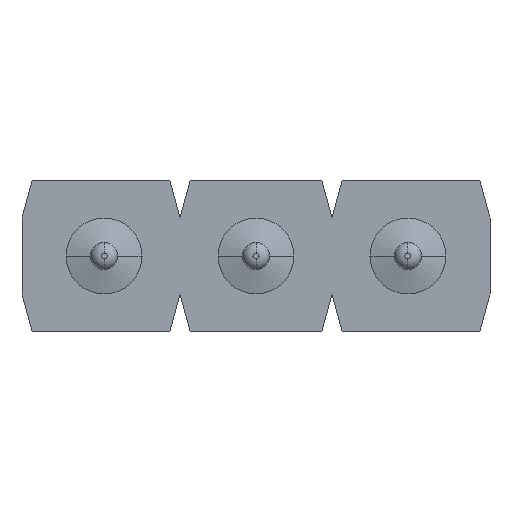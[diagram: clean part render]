
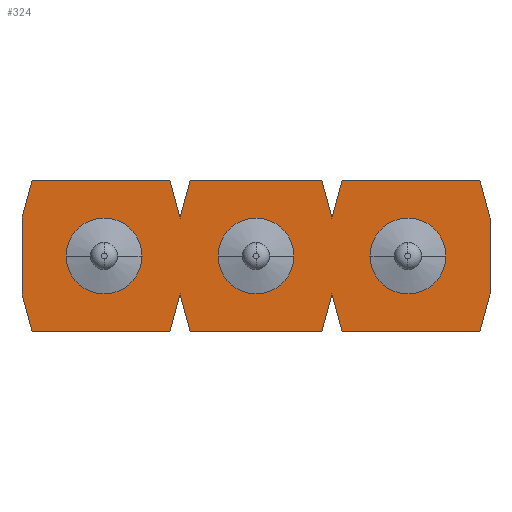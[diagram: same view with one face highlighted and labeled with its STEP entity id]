
A CAD part, front view. The second image highlights one B-rep face of the part: STEP entity #324.
In plain terms, the highlighted planar face has unit normal (0, -1, 0).
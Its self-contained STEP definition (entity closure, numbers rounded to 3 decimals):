
#324=ADVANCED_FACE('',(#665,#666,#667,#668),#669,.F.);
#665=FACE_BOUND('',#1008,.T.);
#666=FACE_BOUND('',#1009,.T.);
#667=FACE_BOUND('',#1010,.T.);
#668=FACE_OUTER_BOUND('',#1011,.T.);
#669=PLANE('',#1012);
#1008=EDGE_LOOP('',(#1861,#1862));
#1009=EDGE_LOOP('',(#1863,#1864));
#1010=EDGE_LOOP('',(#1865,#1866));
#1011=EDGE_LOOP('',(#1867,#1868,#1869,#1870,#1871,#1872,#1873,#1874,#1875,#1876,#1877,#1878,#1879,#1880,#1881,#1882,#1883,#1884,#1885,#1886));
#1012=AXIS2_PLACEMENT_3D('',#1887,#1888,#1889);
#1861=ORIENTED_EDGE('',*,*,#2207,.T.);
#1862=ORIENTED_EDGE('',*,*,#1983,.T.);
#1863=ORIENTED_EDGE('',*,*,#2213,.T.);
#1864=ORIENTED_EDGE('',*,*,#1973,.T.);
#1865=ORIENTED_EDGE('',*,*,#2219,.T.);
#1866=ORIENTED_EDGE('',*,*,#1963,.T.);
#1867=ORIENTED_EDGE('',*,*,#2227,.T.);
#1868=ORIENTED_EDGE('',*,*,#2286,.F.);
#1869=ORIENTED_EDGE('',*,*,#2232,.T.);
#1870=ORIENTED_EDGE('',*,*,#2284,.F.);
#1871=ORIENTED_EDGE('',*,*,#2269,.T.);
#1872=ORIENTED_EDGE('',*,*,#2273,.T.);
#1873=ORIENTED_EDGE('',*,*,#2282,.F.);
#1874=ORIENTED_EDGE('',*,*,#2287,.T.);
#1875=ORIENTED_EDGE('',*,*,#2288,.T.);
#1876=ORIENTED_EDGE('',*,*,#2265,.F.);
#1877=ORIENTED_EDGE('',*,*,#2258,.T.);
#1878=ORIENTED_EDGE('',*,*,#2289,.T.);
#1879=ORIENTED_EDGE('',*,*,#2262,.T.);
#1880=ORIENTED_EDGE('',*,*,#2290,.F.);
#1881=ORIENTED_EDGE('',*,*,#2291,.T.);
#1882=ORIENTED_EDGE('',*,*,#2292,.T.);
#1883=ORIENTED_EDGE('',*,*,#2293,.F.);
#1884=ORIENTED_EDGE('',*,*,#2276,.T.);
#1885=ORIENTED_EDGE('',*,*,#2279,.T.);
#1886=ORIENTED_EDGE('',*,*,#2235,.F.);
#1887=CARTESIAN_POINT('',(0.0,0.0,0.0));
#1888=DIRECTION('',(0.0,1.0,0.0));
#1889=DIRECTION('',(0.0,0.0,1.0));
#1963=EDGE_CURVE('',#2317,#2321,#2323,.T.);
#1973=EDGE_CURVE('',#2335,#2339,#2341,.T.);
#1983=EDGE_CURVE('',#2353,#2357,#2359,.T.);
#2207=EDGE_CURVE('',#2357,#2353,#2679,.T.);
#2213=EDGE_CURVE('',#2339,#2335,#2685,.T.);
#2219=EDGE_CURVE('',#2321,#2317,#2691,.T.);
#2227=EDGE_CURVE('',#2702,#2700,#2703,.T.);
#2232=EDGE_CURVE('',#2711,#2709,#2712,.T.);
#2235=EDGE_CURVE('',#2702,#2715,#2716,.T.);
#2258=EDGE_CURVE('',#2756,#2754,#2757,.T.);
#2262=EDGE_CURVE('',#2762,#2760,#2763,.T.);
#2265=EDGE_CURVE('',#2756,#2766,#2767,.T.);
#2269=EDGE_CURVE('',#2772,#2770,#2773,.T.);
#2273=EDGE_CURVE('',#2770,#2776,#2778,.T.);
#2276=EDGE_CURVE('',#2782,#2780,#2783,.T.);
#2279=EDGE_CURVE('',#2780,#2715,#2786,.T.);
#2282=EDGE_CURVE('',#2788,#2776,#2790,.T.);
#2284=EDGE_CURVE('',#2772,#2709,#2792,.T.);
#2286=EDGE_CURVE('',#2711,#2700,#2794,.T.);
#2287=EDGE_CURVE('',#2788,#2795,#2796,.T.);
#2288=EDGE_CURVE('',#2795,#2766,#2797,.T.);
#2289=EDGE_CURVE('',#2754,#2762,#2798,.T.);
#2290=EDGE_CURVE('',#2799,#2760,#2800,.T.);
#2291=EDGE_CURVE('',#2799,#2801,#2802,.T.);
#2292=EDGE_CURVE('',#2801,#2803,#2804,.T.);
#2293=EDGE_CURVE('',#2782,#2803,#2805,.T.);
#2317=VERTEX_POINT('',#2831);
#2321=VERTEX_POINT('',#2836);
#2323=CIRCLE('',#2839,0.635);
#2335=VERTEX_POINT('',#2853);
#2339=VERTEX_POINT('',#2858);
#2341=CIRCLE('',#2861,0.635);
#2353=VERTEX_POINT('',#2875);
#2357=VERTEX_POINT('',#2880);
#2359=CIRCLE('',#2883,0.635);
#2679=CIRCLE('',#3245,0.635);
#2685=CIRCLE('',#3251,0.635);
#2691=CIRCLE('',#3257,0.635);
#2700=VERTEX_POINT('',#3267);
#2702=VERTEX_POINT('',#3270);
#2703=LINE('',#3271,#3272);
#2709=VERTEX_POINT('',#3280);
#2711=VERTEX_POINT('',#3283);
#2712=LINE('',#3284,#3285);
#2715=VERTEX_POINT('',#3289);
#2716=LINE('',#3290,#3291);
#2754=VERTEX_POINT('',#3348);
#2756=VERTEX_POINT('',#3351);
#2757=LINE('',#3352,#3353);
#2760=VERTEX_POINT('',#3357);
#2762=VERTEX_POINT('',#3360);
#2763=LINE('',#3361,#3362);
#2766=VERTEX_POINT('',#3366);
#2767=LINE('',#3367,#3368);
#2770=VERTEX_POINT('',#3372);
#2772=VERTEX_POINT('',#3375);
#2773=LINE('',#3376,#3377);
#2776=VERTEX_POINT('',#3381);
#2778=LINE('',#3384,#3385);
#2780=VERTEX_POINT('',#3387);
#2782=VERTEX_POINT('',#3390);
#2783=LINE('',#3391,#3392);
#2786=LINE('',#3396,#3397);
#2788=VERTEX_POINT('',#3399);
#2790=LINE('',#3402,#3403);
#2792=LINE('',#3405,#3406);
#2794=LINE('',#3408,#3409);
#2795=VERTEX_POINT('',#3410);
#2796=LINE('',#3411,#3412);
#2797=LINE('',#3413,#3414);
#2798=LINE('',#3415,#3416);
#2799=VERTEX_POINT('',#3417);
#2800=LINE('',#3418,#3419);
#2801=VERTEX_POINT('',#3420);
#2802=LINE('',#3421,#3422);
#2803=VERTEX_POINT('',#3423);
#2804=LINE('',#3424,#3425);
#2805=LINE('',#3426,#3427);
#2831=CARTESIAN_POINT('',(-1.905,0.0,0.));
#2836=CARTESIAN_POINT('',(-3.175,0.0,0.));
#2839=AXIS2_PLACEMENT_3D('',#3457,#3458,#3459);
#2853=CARTESIAN_POINT('',(0.635,0.0,0.));
#2858=CARTESIAN_POINT('',(-0.635,0.0,0.));
#2861=AXIS2_PLACEMENT_3D('',#3473,#3474,#3475);
#2875=CARTESIAN_POINT('',(3.175,0.0,0.));
#2880=CARTESIAN_POINT('',(1.905,0.0,0.));
#2883=AXIS2_PLACEMENT_3D('',#3489,#3490,#3491);
#3245=AXIS2_PLACEMENT_3D('',#3867,#3868,#3869);
#3251=AXIS2_PLACEMENT_3D('',#3876,#3877,#3878);
#3257=AXIS2_PLACEMENT_3D('',#3885,#3886,#3887);
#3267=CARTESIAN_POINT('',(3.912,0.0,-0.635));
#3270=CARTESIAN_POINT('',(3.741,0.0,-1.27));
#3271=CARTESIAN_POINT('',(3.817,0.0,-0.986));
#3272=VECTOR('',#3896,1.0);
#3280=CARTESIAN_POINT('',(3.741,0.0,1.27));
#3283=CARTESIAN_POINT('',(3.912,0.0,0.635));
#3284=CARTESIAN_POINT('',(3.817,0.0,0.986));
#3285=VECTOR('',#3900,1.0);
#3289=CARTESIAN_POINT('',(1.44,0.0,-1.27));
#3290=CARTESIAN_POINT('',(0.0,0.0,-1.27));
#3291=VECTOR('',#3902,1.0);
#3348=CARTESIAN_POINT('',(-3.912,0.0,0.635));
#3351=CARTESIAN_POINT('',(-3.741,0.0,1.27));
#3352=CARTESIAN_POINT('',(-3.817,0.0,0.986));
#3353=VECTOR('',#3923,1.0);
#3357=CARTESIAN_POINT('',(-3.741,0.0,-1.27));
#3360=CARTESIAN_POINT('',(-3.912,0.0,-0.635));
#3361=CARTESIAN_POINT('',(-3.817,0.0,-0.986));
#3362=VECTOR('',#3926,1.0);
#3366=CARTESIAN_POINT('',(-1.44,0.0,1.27));
#3367=CARTESIAN_POINT('',(0.0,0.0,1.27));
#3368=VECTOR('',#3928,1.0);
#3372=CARTESIAN_POINT('',(1.27,0.0,0.635));
#3375=CARTESIAN_POINT('',(1.44,0.0,1.27));
#3376=CARTESIAN_POINT('',(1.191,0.0,0.339));
#3377=VECTOR('',#3931,1.0);
#3381=CARTESIAN_POINT('',(1.1,0.0,1.27));
#3384=CARTESIAN_POINT('',(1.264,0.0,0.656));
#3385=VECTOR('',#3934,1.0);
#3387=CARTESIAN_POINT('',(1.27,0.0,-0.635));
#3390=CARTESIAN_POINT('',(1.1,0.0,-1.27));
#3391=CARTESIAN_POINT('',(1.264,0.0,-0.656));
#3392=VECTOR('',#3936,1.0);
#3396=CARTESIAN_POINT('',(1.191,0.0,-0.339));
#3397=VECTOR('',#3938,1.0);
#3399=CARTESIAN_POINT('',(-1.1,0.0,1.27));
#3402=CARTESIAN_POINT('',(0.0,0.0,1.27));
#3403=VECTOR('',#3940,1.0);
#3405=CARTESIAN_POINT('',(0.0,0.0,1.27));
#3406=VECTOR('',#3941,1.0);
#3408=CARTESIAN_POINT('',(3.912,0.0,0.0));
#3409=VECTOR('',#3942,1.0);
#3410=CARTESIAN_POINT('',(-1.27,0.0,0.635));
#3411=CARTESIAN_POINT('',(-1.264,0.0,0.656));
#3412=VECTOR('',#3943,1.0);
#3413=CARTESIAN_POINT('',(-1.191,0.0,0.339));
#3414=VECTOR('',#3944,1.0);
#3415=CARTESIAN_POINT('',(-3.912,0.0,0.0));
#3416=VECTOR('',#3945,1.0);
#3417=CARTESIAN_POINT('',(-1.44,0.0,-1.27));
#3418=CARTESIAN_POINT('',(0.0,0.0,-1.27));
#3419=VECTOR('',#3946,1.0);
#3420=CARTESIAN_POINT('',(-1.27,0.0,-0.635));
#3421=CARTESIAN_POINT('',(-1.191,0.0,-0.339));
#3422=VECTOR('',#3947,1.0);
#3423=CARTESIAN_POINT('',(-1.1,0.0,-1.27));
#3424=CARTESIAN_POINT('',(-1.264,0.0,-0.656));
#3425=VECTOR('',#3948,1.0);
#3426=CARTESIAN_POINT('',(0.0,0.0,-1.27));
#3427=VECTOR('',#3949,1.0);
#3457=CARTESIAN_POINT('',(-2.54,0.0,0.0));
#3458=DIRECTION('',(-0.0,1.0,0.0));
#3459=DIRECTION('',(1.0,0.0,0.0));
#3473=CARTESIAN_POINT('',(0.0,0.0,0.0));
#3474=DIRECTION('',(-0.0,1.0,0.0));
#3475=DIRECTION('',(1.0,0.0,0.0));
#3489=CARTESIAN_POINT('',(2.54,0.0,0.0));
#3490=DIRECTION('',(-0.0,1.0,0.0));
#3491=DIRECTION('',(1.0,0.0,0.0));
#3867=CARTESIAN_POINT('',(2.54,0.0,0.0));
#3868=DIRECTION('',(-0.0,1.0,0.0));
#3869=DIRECTION('',(1.0,0.0,0.0));
#3876=CARTESIAN_POINT('',(0.0,0.0,0.0));
#3877=DIRECTION('',(-0.0,1.0,0.0));
#3878=DIRECTION('',(1.0,0.0,0.0));
#3885=CARTESIAN_POINT('',(-2.54,0.0,0.0));
#3886=DIRECTION('',(-0.0,1.0,0.0));
#3887=DIRECTION('',(1.0,0.0,0.0));
#3896=DIRECTION('',(0.259,-0.0,0.966));
#3900=DIRECTION('',(-0.259,0.0,0.966));
#3902=DIRECTION('',(-1.0,0.0,0.0));
#3923=DIRECTION('',(-0.259,0.0,-0.966));
#3926=DIRECTION('',(0.259,0.0,-0.966));
#3928=DIRECTION('',(1.0,0.0,0.0));
#3931=DIRECTION('',(-0.259,0.0,-0.966));
#3934=DIRECTION('',(-0.259,0.0,0.966));
#3936=DIRECTION('',(0.259,-0.0,0.966));
#3938=DIRECTION('',(0.259,0.0,-0.966));
#3940=DIRECTION('',(1.0,0.0,0.0));
#3941=DIRECTION('',(1.0,0.0,0.0));
#3942=DIRECTION('',(0.0,0.0,-1.0));
#3943=DIRECTION('',(-0.259,0.0,-0.966));
#3944=DIRECTION('',(-0.259,0.0,0.966));
#3945=DIRECTION('',(0.0,0.0,-1.0));
#3946=DIRECTION('',(-1.0,0.0,0.0));
#3947=DIRECTION('',(0.259,-0.0,0.966));
#3948=DIRECTION('',(0.259,0.0,-0.966));
#3949=DIRECTION('',(-1.0,0.0,0.0));
